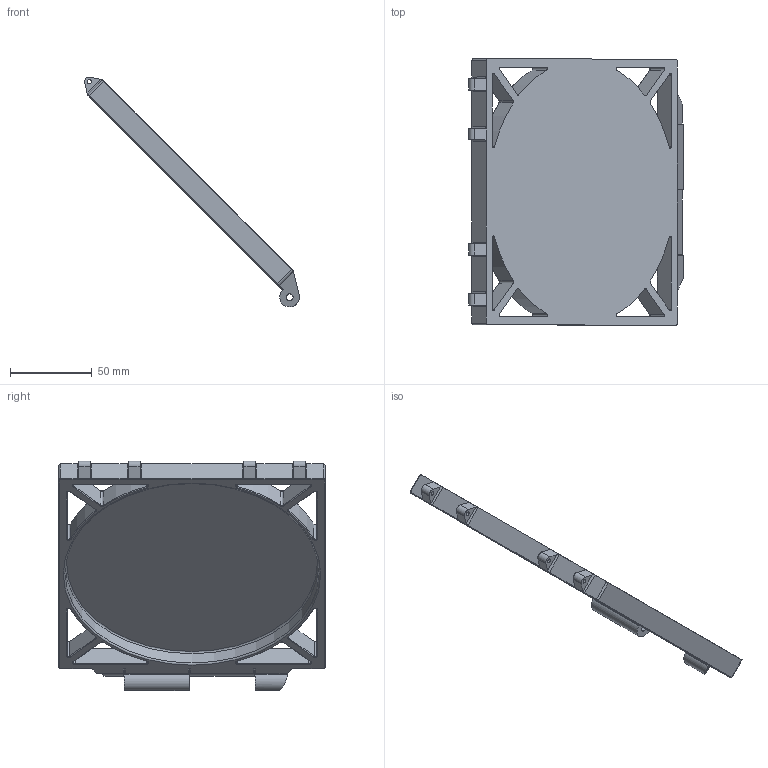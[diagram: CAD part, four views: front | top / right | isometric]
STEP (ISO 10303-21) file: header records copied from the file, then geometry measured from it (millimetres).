
FILE_DESCRIPTION(/* description */ (''),/* implementation_level */ '2;1');
FILE_NAME(/* name */ 'B_haut_155mm_v2.step',/* time_stamp */ '2025-03-29T16:44:38+01:00',/* author */ (''),/* organization */ (''),/* preprocessor_version */ 'ST-DEVELOPER v20.1',/* originating_system */ 'Autodesk Translation Framework v14.4.0.0',/* authorisation */ '');
FILE_SCHEMA (('AUTOMOTIVE_DESIGN { 1 0 10303 214 3 1 1 }'));
Length unit declared in the file: millimetre
Products named in the file (1): B_haut
Bounding box: 131.52 x 162.84 x 140.74 mm (x, y, z)
Volume: 131727.9 mm3; surface area: 75461.6 mm2
Topology: 1 solids, 1 shells, 216 faces, 541 edges, 328 vertices
Faces by surface type: plane 105, cylinder 63, cone 38, bspline 8, torus 2
Full cylindrical faces by diameter (mm): 2.5 x4, 4.15 x2, 155.651 x1
Entity records: 6776 total; most frequent: CARTESIAN_POINT 1470, DIRECTION 1121, ORIENTED_EDGE 1082, EDGE_CURVE 541, AXIS2_PLACEMENT_3D 387, LINE 347, VECTOR 347, VERTEX_POINT 328
